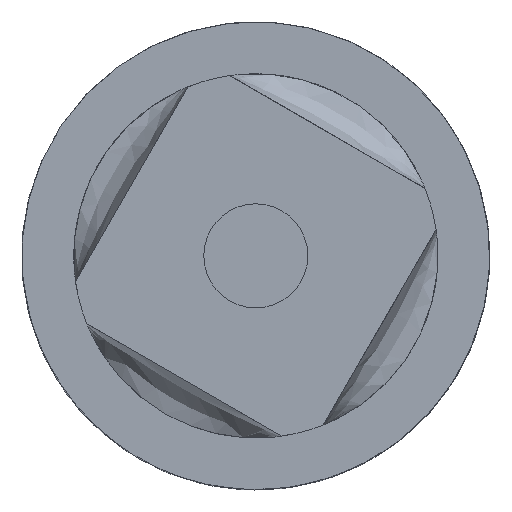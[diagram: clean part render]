
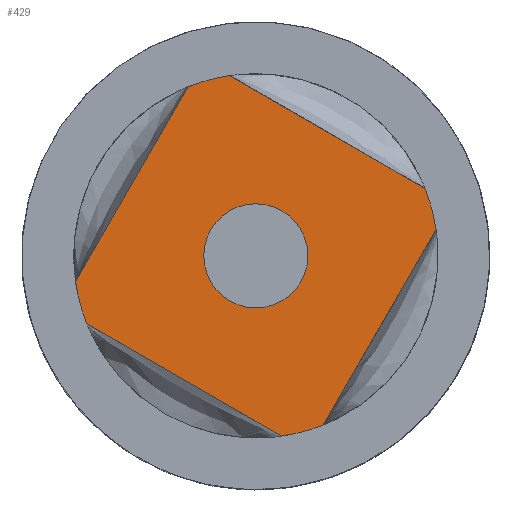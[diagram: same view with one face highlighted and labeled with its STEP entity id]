
A CAD part, left-side view. The second image highlights one B-rep face of the part: STEP entity #429.
In plain terms, the highlighted planar face has unit normal (-1, 0, 0).
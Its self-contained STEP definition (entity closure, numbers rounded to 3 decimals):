
#20=FACE_BOUND('',#140,.T.);
#50=LINE('',#809,#76);
#53=LINE('',#962,#79);
#56=LINE('',#1128,#82);
#59=LINE('',#1281,#85);
#76=VECTOR('',#541,10.);
#79=VECTOR('',#548,10.);
#82=VECTOR('',#557,10.);
#85=VECTOR('',#564,10.);
#114=FACE_OUTER_BOUND('',#139,.T.);
#139=EDGE_LOOP('',(#341,#342,#343,#344,#345,#346,#347,#348));
#140=EDGE_LOOP('',(#349));
#148=CIRCLE('',#453,1.);
#160=CIRCLE('',#477,3.5);
#161=CIRCLE('',#478,3.5);
#162=CIRCLE('',#479,3.5);
#163=CIRCLE('',#480,3.5);
#169=VERTEX_POINT('',#606);
#186=VERTEX_POINT('',#806);
#187=VERTEX_POINT('',#808);
#192=VERTEX_POINT('',#959);
#193=VERTEX_POINT('',#961);
#199=VERTEX_POINT('',#1125);
#200=VERTEX_POINT('',#1127);
#205=VERTEX_POINT('',#1278);
#206=VERTEX_POINT('',#1280);
#213=EDGE_CURVE('',#169,#169,#148,.T.);
#237=EDGE_CURVE('',#187,#186,#50,.T.);
#244=EDGE_CURVE('',#193,#192,#53,.T.);
#252=EDGE_CURVE('',#200,#199,#56,.T.);
#259=EDGE_CURVE('',#206,#205,#59,.T.);
#261=EDGE_CURVE('',#192,#187,#160,.T.);
#262=EDGE_CURVE('',#186,#206,#161,.T.);
#263=EDGE_CURVE('',#205,#200,#162,.T.);
#264=EDGE_CURVE('',#199,#193,#163,.T.);
#341=ORIENTED_EDGE('',*,*,#261,.T.);
#342=ORIENTED_EDGE('',*,*,#237,.T.);
#343=ORIENTED_EDGE('',*,*,#262,.T.);
#344=ORIENTED_EDGE('',*,*,#259,.T.);
#345=ORIENTED_EDGE('',*,*,#263,.T.);
#346=ORIENTED_EDGE('',*,*,#252,.T.);
#347=ORIENTED_EDGE('',*,*,#264,.T.);
#348=ORIENTED_EDGE('',*,*,#244,.T.);
#349=ORIENTED_EDGE('',*,*,#213,.T.);
#409=PLANE('',#476);
#429=ADVANCED_FACE('',(#114,#20),#409,.T.);
#453=AXIS2_PLACEMENT_3D('',#608,#500,#501);
#476=AXIS2_PLACEMENT_3D('',#1283,#566,#567);
#477=AXIS2_PLACEMENT_3D('',#1284,#568,#569);
#478=AXIS2_PLACEMENT_3D('',#1285,#570,#571);
#479=AXIS2_PLACEMENT_3D('',#1286,#572,#573);
#480=AXIS2_PLACEMENT_3D('',#1287,#574,#575);
#500=DIRECTION('center_axis',(1.,0.,0.));
#501=DIRECTION('ref_axis',(0.,-0.5,0.866));
#541=DIRECTION('',(0.,0.866,0.5));
#548=DIRECTION('',(0.,-0.5,0.866));
#557=DIRECTION('',(0.,-0.866,-0.5));
#564=DIRECTION('',(0.,0.5,-0.866));
#566=DIRECTION('center_axis',(-1.,0.,0.));
#567=DIRECTION('ref_axis',(0.,-0.5,0.866));
#568=DIRECTION('center_axis',(-1.,0.,0.));
#569=DIRECTION('ref_axis',(0.,-0.5,0.866));
#570=DIRECTION('center_axis',(-1.,0.,0.));
#571=DIRECTION('ref_axis',(0.,-0.5,0.866));
#572=DIRECTION('center_axis',(-1.,0.,0.));
#573=DIRECTION('ref_axis',(0.,-0.5,0.866));
#574=DIRECTION('center_axis',(-1.,0.,0.));
#575=DIRECTION('ref_axis',(0.,-0.5,0.866));
#606=CARTESIAN_POINT('',(-37.,4.162,39.351));
#608=CARTESIAN_POINT('Origin',(-37.,3.662,40.217));
#806=CARTESIAN_POINT('',(-37.,4.162,43.681));
#808=CARTESIAN_POINT('',(-37.,0.412,41.516));
#809=CARTESIAN_POINT('',(-37.,-0.094,41.223));
#959=CARTESIAN_POINT('',(-37.,0.198,40.717));
#961=CARTESIAN_POINT('',(-37.,2.363,36.967));
#962=CARTESIAN_POINT('',(-37.,2.656,36.46));
#1125=CARTESIAN_POINT('',(-37.,3.162,36.753));
#1127=CARTESIAN_POINT('',(-37.,6.912,38.918));
#1128=CARTESIAN_POINT('',(-37.,7.419,39.21));
#1278=CARTESIAN_POINT('',(-37.,7.127,39.717));
#1280=CARTESIAN_POINT('',(-37.,4.962,43.467));
#1281=CARTESIAN_POINT('',(-37.,4.669,43.973));
#1283=CARTESIAN_POINT('Origin',(-37.,3.662,40.217));
#1284=CARTESIAN_POINT('Origin',(-37.,3.662,40.217));
#1285=CARTESIAN_POINT('Origin',(-37.,3.662,40.217));
#1286=CARTESIAN_POINT('Origin',(-37.,3.662,40.217));
#1287=CARTESIAN_POINT('Origin',(-37.,3.662,40.217));
